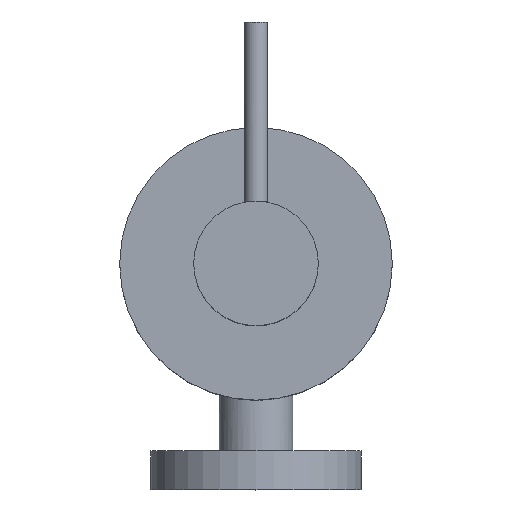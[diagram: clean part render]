
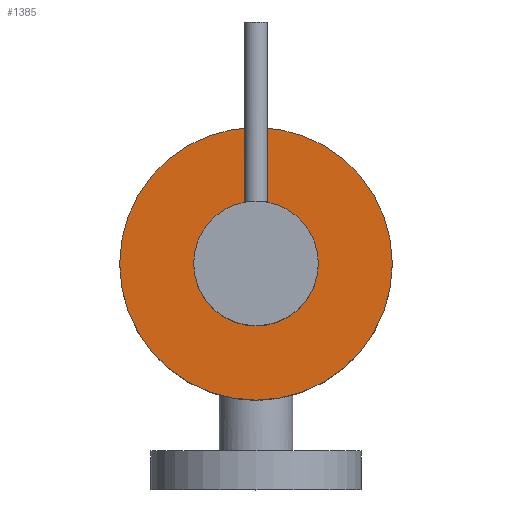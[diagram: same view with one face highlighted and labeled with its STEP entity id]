
A CAD part, top view. The second image highlights one B-rep face of the part: STEP entity #1385.
In plain terms, the highlighted face is planar.
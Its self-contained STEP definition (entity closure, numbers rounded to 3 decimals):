
#49=FACE_BOUND('',#300,.T.);
#157=PLANE('',#1552);
#200=FACE_OUTER_BOUND('',#299,.T.);
#299=EDGE_LOOP('',(#966));
#300=EDGE_LOOP('',(#967));
#553=CIRCLE('',#1551,35.);
#554=CIRCLE('',#1553,10.);
#629=VERTEX_POINT('',#2184);
#630=VERTEX_POINT('',#2188);
#763=EDGE_CURVE('',#629,#629,#553,.T.);
#764=EDGE_CURVE('',#630,#630,#554,.T.);
#966=ORIENTED_EDGE('',*,*,#763,.F.);
#967=ORIENTED_EDGE('',*,*,#764,.F.);
#1385=ADVANCED_FACE('',(#200,#49),#157,.F.);
#1551=AXIS2_PLACEMENT_3D('',#2186,#1741,#1742);
#1552=AXIS2_PLACEMENT_3D('',#2187,#1743,#1744);
#1553=AXIS2_PLACEMENT_3D('',#2189,#1745,#1746);
#1741=DIRECTION('center_axis',(0.,0.,1.));
#1742=DIRECTION('ref_axis',(-1.,0.,0.));
#1743=DIRECTION('center_axis',(0.,0.,1.));
#1744=DIRECTION('ref_axis',(-1.,0.,0.));
#1745=DIRECTION('center_axis',(0.,0.,-1.));
#1746=DIRECTION('ref_axis',(0.,1.,0.));
#2184=CARTESIAN_POINT('',(35.,58.,-20.));
#2186=CARTESIAN_POINT('Origin',(0.,58.,-20.));
#2187=CARTESIAN_POINT('Origin',(0.,0.,-20.));
#2188=CARTESIAN_POINT('',(0.,48.,-20.));
#2189=CARTESIAN_POINT('Origin',(0.,58.,-20.));
